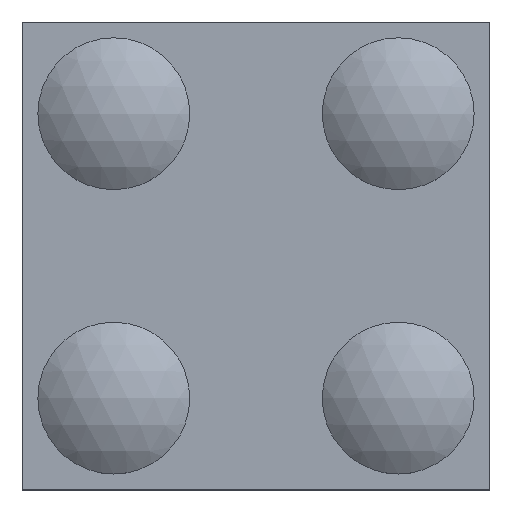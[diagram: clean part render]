
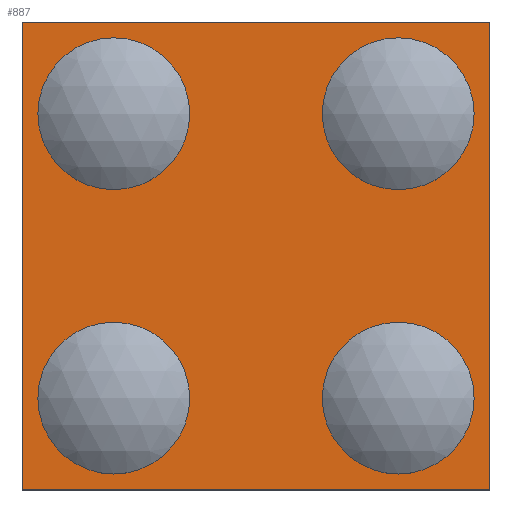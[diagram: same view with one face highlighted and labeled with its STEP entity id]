
A CAD part, top view. The second image highlights one B-rep face of the part: STEP entity #887.
In plain terms, the highlighted planar face has unit normal (0, 0, 1).
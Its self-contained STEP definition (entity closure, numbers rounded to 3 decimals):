
#120=FACE_BOUND('',#202,.T.);
#121=FACE_BOUND('',#203,.T.);
#122=FACE_BOUND('',#204,.T.);
#123=FACE_BOUND('',#205,.T.);
#148=FACE_OUTER_BOUND('',#201,.T.);
#201=EDGE_LOOP('',(#694,#695,#696,#697));
#202=EDGE_LOOP('',(#698,#699,#700,#701));
#203=EDGE_LOOP('',(#702,#703,#704,#705));
#204=EDGE_LOOP('',(#706,#707,#708,#709));
#205=EDGE_LOOP('',(#710,#711,#712,#713));
#238=LINE('',#1328,#320);
#241=LINE('',#1334,#323);
#244=LINE('',#1340,#326);
#247=LINE('',#1344,#329);
#250=LINE('',#1352,#332);
#253=LINE('',#1358,#335);
#256=LINE('',#1364,#338);
#259=LINE('',#1368,#341);
#262=LINE('',#1376,#344);
#265=LINE('',#1382,#347);
#268=LINE('',#1388,#350);
#271=LINE('',#1392,#353);
#274=LINE('',#1400,#356);
#277=LINE('',#1406,#359);
#280=LINE('',#1412,#362);
#283=LINE('',#1416,#365);
#286=LINE('',#1424,#368);
#290=LINE('',#1431,#372);
#293=LINE('',#1437,#375);
#295=LINE('',#1440,#377);
#320=VECTOR('',#1085,10.);
#323=VECTOR('',#1090,10.);
#326=VECTOR('',#1095,10.);
#329=VECTOR('',#1100,10.);
#332=VECTOR('',#1105,10.);
#335=VECTOR('',#1110,10.);
#338=VECTOR('',#1115,10.);
#341=VECTOR('',#1120,10.);
#344=VECTOR('',#1125,10.);
#347=VECTOR('',#1130,10.);
#350=VECTOR('',#1135,10.);
#353=VECTOR('',#1140,10.);
#356=VECTOR('',#1145,10.);
#359=VECTOR('',#1150,10.);
#362=VECTOR('',#1155,10.);
#365=VECTOR('',#1160,10.);
#368=VECTOR('',#1165,10.);
#372=VECTOR('',#1171,10.);
#375=VECTOR('',#1176,10.);
#377=VECTOR('',#1180,10.);
#402=VERTEX_POINT('',#1325);
#403=VERTEX_POINT('',#1327);
#405=VERTEX_POINT('',#1333);
#407=VERTEX_POINT('',#1339);
#410=VERTEX_POINT('',#1349);
#411=VERTEX_POINT('',#1351);
#413=VERTEX_POINT('',#1357);
#415=VERTEX_POINT('',#1363);
#418=VERTEX_POINT('',#1373);
#419=VERTEX_POINT('',#1375);
#421=VERTEX_POINT('',#1381);
#423=VERTEX_POINT('',#1387);
#426=VERTEX_POINT('',#1397);
#427=VERTEX_POINT('',#1399);
#429=VERTEX_POINT('',#1405);
#431=VERTEX_POINT('',#1411);
#434=VERTEX_POINT('',#1421);
#435=VERTEX_POINT('',#1423);
#437=VERTEX_POINT('',#1429);
#439=VERTEX_POINT('',#1435);
#478=EDGE_CURVE('',#403,#402,#238,.T.);
#481=EDGE_CURVE('',#405,#403,#241,.T.);
#484=EDGE_CURVE('',#407,#405,#244,.T.);
#487=EDGE_CURVE('',#402,#407,#247,.T.);
#490=EDGE_CURVE('',#411,#410,#250,.T.);
#493=EDGE_CURVE('',#413,#411,#253,.T.);
#496=EDGE_CURVE('',#415,#413,#256,.T.);
#499=EDGE_CURVE('',#410,#415,#259,.T.);
#502=EDGE_CURVE('',#419,#418,#262,.T.);
#505=EDGE_CURVE('',#421,#419,#265,.T.);
#508=EDGE_CURVE('',#423,#421,#268,.T.);
#511=EDGE_CURVE('',#418,#423,#271,.T.);
#514=EDGE_CURVE('',#427,#426,#274,.T.);
#517=EDGE_CURVE('',#429,#427,#277,.T.);
#520=EDGE_CURVE('',#431,#429,#280,.T.);
#523=EDGE_CURVE('',#426,#431,#283,.T.);
#526=EDGE_CURVE('',#435,#434,#286,.T.);
#530=EDGE_CURVE('',#434,#437,#290,.T.);
#533=EDGE_CURVE('',#437,#439,#293,.T.);
#535=EDGE_CURVE('',#439,#435,#295,.T.);
#694=ORIENTED_EDGE('',*,*,#535,.T.);
#695=ORIENTED_EDGE('',*,*,#526,.T.);
#696=ORIENTED_EDGE('',*,*,#530,.T.);
#697=ORIENTED_EDGE('',*,*,#533,.T.);
#698=ORIENTED_EDGE('',*,*,#478,.T.);
#699=ORIENTED_EDGE('',*,*,#487,.T.);
#700=ORIENTED_EDGE('',*,*,#484,.T.);
#701=ORIENTED_EDGE('',*,*,#481,.T.);
#702=ORIENTED_EDGE('',*,*,#490,.T.);
#703=ORIENTED_EDGE('',*,*,#499,.T.);
#704=ORIENTED_EDGE('',*,*,#496,.T.);
#705=ORIENTED_EDGE('',*,*,#493,.T.);
#706=ORIENTED_EDGE('',*,*,#502,.T.);
#707=ORIENTED_EDGE('',*,*,#511,.T.);
#708=ORIENTED_EDGE('',*,*,#508,.T.);
#709=ORIENTED_EDGE('',*,*,#505,.T.);
#710=ORIENTED_EDGE('',*,*,#514,.T.);
#711=ORIENTED_EDGE('',*,*,#523,.T.);
#712=ORIENTED_EDGE('',*,*,#520,.T.);
#713=ORIENTED_EDGE('',*,*,#517,.T.);
#851=PLANE('',#1020);
#887=ADVANCED_FACE('',(#148,#120,#121,#122,#123),#851,.T.);
#1020=AXIS2_PLACEMENT_3D('',#1442,#1183,#1184);
#1085=DIRECTION('',(0.,1.,0.));
#1090=DIRECTION('',(-1.,0.,0.));
#1095=DIRECTION('',(0.,-1.,0.));
#1100=DIRECTION('',(1.,0.,0.));
#1105=DIRECTION('',(0.,1.,0.));
#1110=DIRECTION('',(-1.,0.,0.));
#1115=DIRECTION('',(0.,-1.,0.));
#1120=DIRECTION('',(1.,0.,0.));
#1125=DIRECTION('',(0.,1.,0.));
#1130=DIRECTION('',(-1.,0.,0.));
#1135=DIRECTION('',(0.,-1.,0.));
#1140=DIRECTION('',(1.,0.,0.));
#1145=DIRECTION('',(0.,1.,0.));
#1150=DIRECTION('',(-1.,0.,0.));
#1155=DIRECTION('',(0.,-1.,0.));
#1160=DIRECTION('',(1.,0.,0.));
#1165=DIRECTION('',(0.,1.,0.));
#1171=DIRECTION('',(-1.,0.,0.));
#1176=DIRECTION('',(0.,-1.,0.));
#1180=DIRECTION('',(1.,0.,0.));
#1183=DIRECTION('center_axis',(0.,0.,1.));
#1184=DIRECTION('ref_axis',(1.,0.,0.));
#1325=CARTESIAN_POINT('',(37.,45.,0.));
#1327=CARTESIAN_POINT('',(37.,37.,0.));
#1328=CARTESIAN_POINT('',(37.,35.25,0.));
#1333=CARTESIAN_POINT('',(45.,37.,0.));
#1334=CARTESIAN_POINT('',(31.25,37.,0.));
#1339=CARTESIAN_POINT('',(45.,45.,0.));
#1340=CARTESIAN_POINT('',(45.,31.25,0.));
#1344=CARTESIAN_POINT('',(35.25,45.,0.));
#1349=CARTESIAN_POINT('',(37.,14.,0.));
#1351=CARTESIAN_POINT('',(37.,6.,0.));
#1352=CARTESIAN_POINT('',(37.,19.75,0.));
#1357=CARTESIAN_POINT('',(45.,6.,0.));
#1358=CARTESIAN_POINT('',(31.25,6.,0.));
#1363=CARTESIAN_POINT('',(45.,14.,0.));
#1364=CARTESIAN_POINT('',(45.,15.75,0.));
#1368=CARTESIAN_POINT('',(35.25,14.,0.));
#1373=CARTESIAN_POINT('',(6.,45.,0.));
#1375=CARTESIAN_POINT('',(6.,37.,0.));
#1376=CARTESIAN_POINT('',(6.,35.25,0.));
#1381=CARTESIAN_POINT('',(14.,37.,0.));
#1382=CARTESIAN_POINT('',(15.75,37.,0.));
#1387=CARTESIAN_POINT('',(14.,45.,0.));
#1388=CARTESIAN_POINT('',(14.,31.25,0.));
#1392=CARTESIAN_POINT('',(19.75,45.,0.));
#1397=CARTESIAN_POINT('',(6.,14.,0.));
#1399=CARTESIAN_POINT('',(6.,6.,0.));
#1400=CARTESIAN_POINT('',(6.,19.75,0.));
#1405=CARTESIAN_POINT('',(14.,6.,0.));
#1406=CARTESIAN_POINT('',(15.75,6.,0.));
#1411=CARTESIAN_POINT('',(14.,14.,0.));
#1412=CARTESIAN_POINT('',(14.,15.75,0.));
#1416=CARTESIAN_POINT('',(19.75,14.,0.));
#1421=CARTESIAN_POINT('',(51.,51.,0.));
#1423=CARTESIAN_POINT('',(51.,0.,0.));
#1424=CARTESIAN_POINT('',(51.,0.,0.));
#1429=CARTESIAN_POINT('',(0.,51.,0.));
#1431=CARTESIAN_POINT('',(51.,51.,0.));
#1435=CARTESIAN_POINT('',(0.,0.,0.));
#1437=CARTESIAN_POINT('',(0.,51.,0.));
#1440=CARTESIAN_POINT('',(0.,0.,0.));
#1442=CARTESIAN_POINT('Origin',(25.5,25.5,0.));
